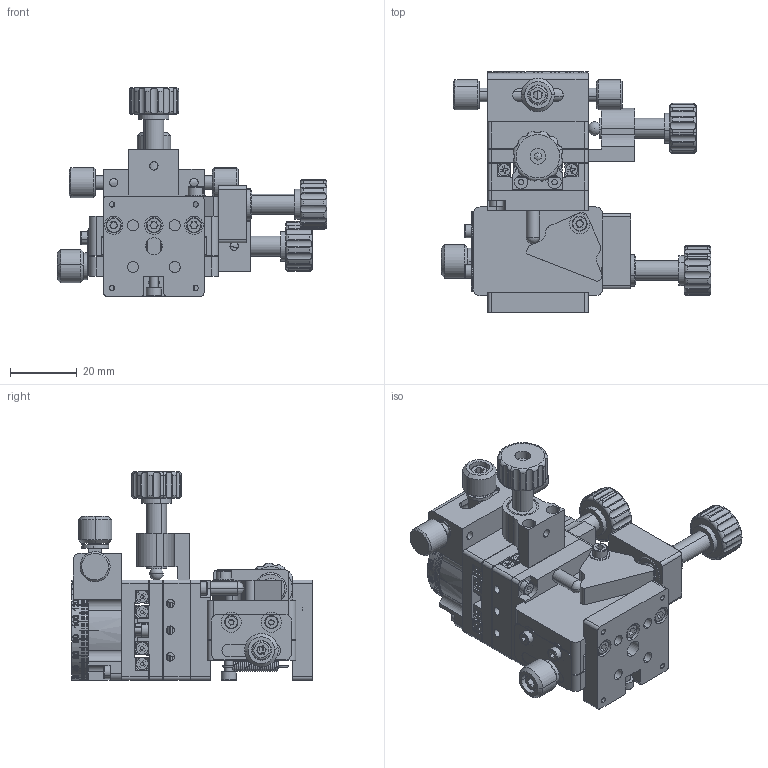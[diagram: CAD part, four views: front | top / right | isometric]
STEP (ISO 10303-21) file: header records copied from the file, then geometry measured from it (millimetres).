
FILE_DESCRIPTION (( 'STEP AP203' ), '1' );
FILE_NAME ('56LRT-4RM.STEP', '2021-06-25T01:21:54', ( '' ), ( '' ), 'SwSTEP 2.0', 'SolidWorks 2020', '' );
FILE_SCHEMA (( 'CONFIG_CONTROL_DESIGN' ));
Products named in the file (1): 56LRT-4RM
Bounding box: 80.6 x 72 x 62.4 mm (x, y, z)
Surface area: 37210.1 mm2 (no closed solid volume)
Topology: 0 solids, 146 shells, 1497 faces, 6965 edges, 5351 vertices
Faces by surface type: plane 721, cylinder 541, cone 127, bspline 51, torus 49, sphere 8
Entity records: 98990 total; most frequent: CARTESIAN_POINT 45612, ORIENTED_EDGE 10215, DIRECTION 10163, EDGE_CURVE 6946, VERTEX_POINT 5340, LINE 3621, VECTOR 3621, AXIS2_PLACEMENT_3D 3271
